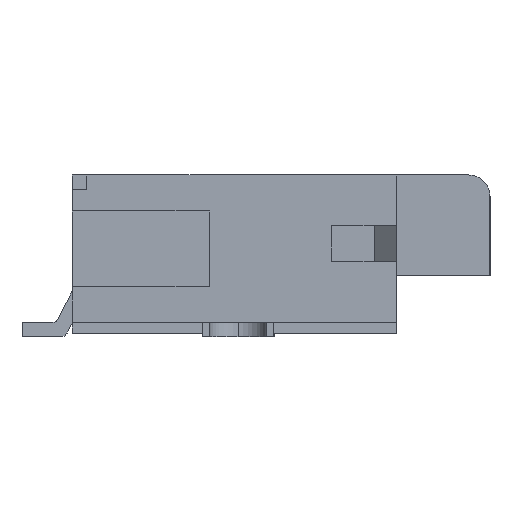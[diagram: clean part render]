
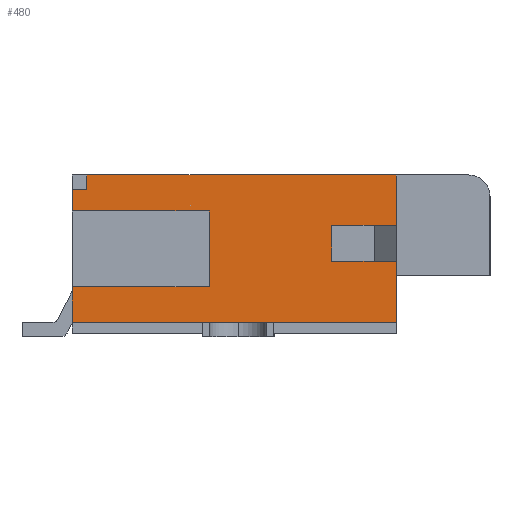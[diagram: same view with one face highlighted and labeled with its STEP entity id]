
A CAD part, left-side view. The second image highlights one B-rep face of the part: STEP entity #480.
In plain terms, the highlighted planar face has unit normal (-1, 0, 0).
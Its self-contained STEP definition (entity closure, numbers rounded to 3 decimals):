
#480=ADVANCED_FACE('',(#2258),#2259,.T.);
#2258=FACE_OUTER_BOUND('',#5646,.T.);
#2259=PLANE('',#5647);
#5646=EDGE_LOOP('',(#9780,#9781,#9782,#9783,#9784,#9785,#9786,#9787,#9788,#9789,#9790,#9791,#9792,#9793));
#5647=AXIS2_PLACEMENT_3D('',#9794,#9795,#9796);
#9780=ORIENTED_EDGE('',*,*,#24815,.T.);
#9781=ORIENTED_EDGE('',*,*,#24659,.T.);
#9782=ORIENTED_EDGE('',*,*,#24372,.T.);
#9783=ORIENTED_EDGE('',*,*,#24816,.F.);
#9784=ORIENTED_EDGE('',*,*,#24817,.T.);
#9785=ORIENTED_EDGE('',*,*,#24818,.T.);
#9786=ORIENTED_EDGE('',*,*,#24368,.T.);
#9787=ORIENTED_EDGE('',*,*,#24819,.F.);
#9788=ORIENTED_EDGE('',*,*,#24382,.T.);
#9789=ORIENTED_EDGE('',*,*,#24820,.T.);
#9790=ORIENTED_EDGE('',*,*,#24821,.T.);
#9791=ORIENTED_EDGE('',*,*,#24822,.T.);
#9792=ORIENTED_EDGE('',*,*,#24823,.T.);
#9793=ORIENTED_EDGE('',*,*,#24810,.T.);
#9794=CARTESIAN_POINT('',(-9.55,0.0,0.0));
#9795=DIRECTION('',(-1.0,0.0,0.0));
#9796=DIRECTION('',(0.0,0.0,1.0));
#24368=EDGE_CURVE('',#29672,#29670,#29673,.T.);
#24372=EDGE_CURVE('',#29393,#29678,#29680,.T.);
#24382=EDGE_CURVE('',#29700,#29698,#29701,.T.);
#24659=EDGE_CURVE('',#30245,#29393,#30249,.T.);
#24810=EDGE_CURVE('',#30463,#30461,#30464,.T.);
#24815=EDGE_CURVE('',#30461,#30245,#30471,.T.);
#24816=EDGE_CURVE('',#30472,#29678,#30473,.T.);
#24817=EDGE_CURVE('',#30472,#30474,#30475,.T.);
#24818=EDGE_CURVE('',#30474,#29672,#30476,.T.);
#24819=EDGE_CURVE('',#29700,#29670,#30477,.T.);
#24820=EDGE_CURVE('',#29698,#30478,#30479,.T.);
#24821=EDGE_CURVE('',#30478,#30480,#30481,.T.);
#24822=EDGE_CURVE('',#30480,#30482,#30483,.T.);
#24823=EDGE_CURVE('',#30482,#30463,#30484,.T.);
#29393=VERTEX_POINT('',#37918);
#29670=VERTEX_POINT('',#38333);
#29672=VERTEX_POINT('',#38336);
#29673=LINE('',#38337,#38338);
#29678=VERTEX_POINT('',#38345);
#29680=LINE('',#38348,#38349);
#29698=VERTEX_POINT('',#38375);
#29700=VERTEX_POINT('',#38378);
#29701=LINE('',#38379,#38380);
#30245=VERTEX_POINT('',#39198);
#30249=LINE('',#39204,#39205);
#30461=VERTEX_POINT('',#39566);
#30463=VERTEX_POINT('',#39569);
#30464=LINE('',#39570,#39571);
#30471=LINE('',#39582,#39583);
#30472=VERTEX_POINT('',#39584);
#30473=LINE('',#39585,#39586);
#30474=VERTEX_POINT('',#39587);
#30475=LINE('',#39588,#39589);
#30476=LINE('',#39590,#39591);
#30477=LINE('',#39592,#39593);
#30478=VERTEX_POINT('',#39594);
#30479=LINE('',#39595,#39596);
#30480=VERTEX_POINT('',#39597);
#30481=LINE('',#39598,#39599);
#30482=VERTEX_POINT('',#39600);
#30483=LINE('',#39601,#39602);
#30484=LINE('',#39603,#39604);
#37918=CARTESIAN_POINT('',(-9.55,2.25,0.9));
#38333=CARTESIAN_POINT('',(-9.55,2.25,-0.95));
#38336=CARTESIAN_POINT('',(-9.55,2.25,-0.45));
#38337=CARTESIAN_POINT('',(-9.55,2.25,1.1));
#38338=VECTOR('',#50611,1000.0);
#38345=CARTESIAN_POINT('',(-9.55,2.25,0.6));
#38348=CARTESIAN_POINT('',(-9.55,2.25,1.1));
#38349=VECTOR('',#50615,1000.0);
#38375=CARTESIAN_POINT('',(-9.55,-2.25,-0.1));
#38378=CARTESIAN_POINT('',(-9.55,-2.25,-0.95));
#38379=CARTESIAN_POINT('',(-9.55,-2.25,-1.1));
#38380=VECTOR('',#50625,1000.0);
#39198=CARTESIAN_POINT('',(-9.55,2.05,0.9));
#39204=CARTESIAN_POINT('',(-9.55,0.0,0.9));
#39205=VECTOR('',#50902,1000.0);
#39566=CARTESIAN_POINT('',(-9.55,2.05,1.1));
#39569=CARTESIAN_POINT('',(-9.55,-2.25,1.1));
#39570=CARTESIAN_POINT('',(-9.55,-2.25,1.1));
#39571=VECTOR('',#51053,1000.0);
#39582=CARTESIAN_POINT('',(-9.55,2.05,0.0));
#39583=VECTOR('',#51058,1000.0);
#39584=CARTESIAN_POINT('',(-9.55,0.35,0.6));
#39585=CARTESIAN_POINT('',(-9.55,0.35,0.6));
#39586=VECTOR('',#51059,1000.0);
#39587=CARTESIAN_POINT('',(-9.55,0.35,-0.45));
#39588=CARTESIAN_POINT('',(-9.55,0.35,0.6));
#39589=VECTOR('',#51060,1000.0);
#39590=CARTESIAN_POINT('',(-9.55,0.35,-0.45));
#39591=VECTOR('',#51061,1000.0);
#39592=CARTESIAN_POINT('',(-9.55,-2.25,-0.95));
#39593=VECTOR('',#51062,1000.0);
#39594=CARTESIAN_POINT('',(-9.55,-1.35,-0.1));
#39595=CARTESIAN_POINT('',(-9.55,-2.25,-0.1));
#39596=VECTOR('',#51063,1000.0);
#39597=CARTESIAN_POINT('',(-9.55,-1.35,0.4));
#39598=CARTESIAN_POINT('',(-9.55,-1.35,-0.1));
#39599=VECTOR('',#51064,1000.0);
#39600=CARTESIAN_POINT('',(-9.55,-2.25,0.4));
#39601=CARTESIAN_POINT('',(-9.55,-1.35,0.4));
#39602=VECTOR('',#51065,1000.0);
#39603=CARTESIAN_POINT('',(-9.55,-2.25,-1.1));
#39604=VECTOR('',#51066,1000.0);
#50611=DIRECTION('',(0.0,0.0,-1.0));
#50615=DIRECTION('',(0.0,0.0,-1.0));
#50625=DIRECTION('',(0.0,0.0,1.0));
#50902=DIRECTION('',(0.0,1.0,0.0));
#51053=DIRECTION('',(0.0,1.0,0.0));
#51058=DIRECTION('',(0.0,0.0,-1.0));
#51059=DIRECTION('',(0.0,1.0,0.0));
#51060=DIRECTION('',(0.0,0.0,-1.0));
#51061=DIRECTION('',(0.0,1.0,0.0));
#51062=DIRECTION('',(0.0,1.0,0.0));
#51063=DIRECTION('',(0.0,1.0,0.));
#51064=DIRECTION('',(0.0,0.0,1.0));
#51065=DIRECTION('',(0.0,-1.0,0.0));
#51066=DIRECTION('',(0.0,0.0,1.0));
